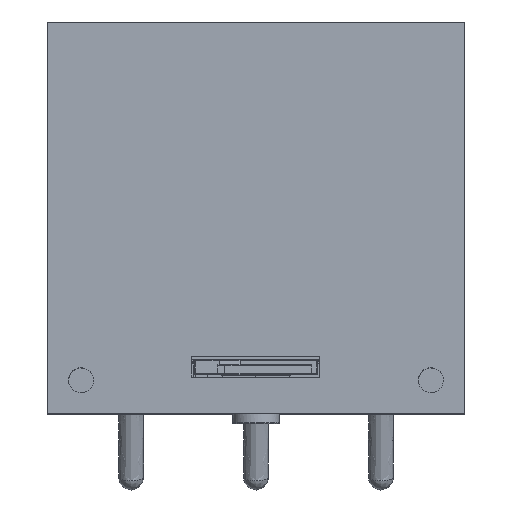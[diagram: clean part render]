
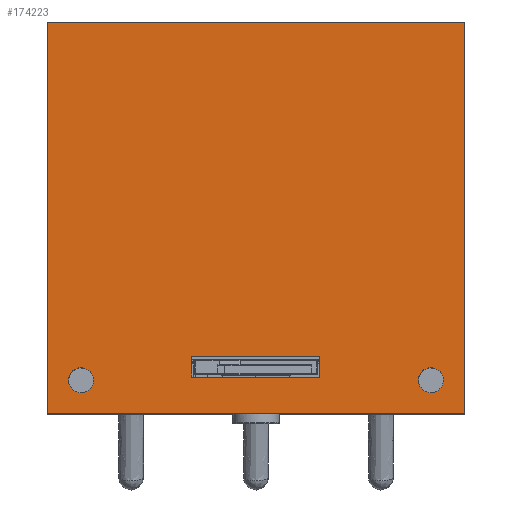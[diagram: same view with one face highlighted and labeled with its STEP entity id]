
A CAD part, top view. The second image highlights one B-rep face of the part: STEP entity #174223.
In plain terms, the highlighted free-form (B-spline) face has degree [1, 1] with [2, 2] control points.
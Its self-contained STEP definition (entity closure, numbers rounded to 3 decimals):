
#173850 = VERTEX_POINT('',#173851);
#173851 = CARTESIAN_POINT('',(114.776,58.327,
    75.001));
#173858 = VERTEX_POINT('',#173859);
#173859 = CARTESIAN_POINT('',(46.955,58.327,
    75.001));
#173864 = EDGE_CURVE('',#173858,#173850,#173865,.T.);
#173865 = B_SPLINE_CURVE_WITH_KNOTS('',1,(#173866,#173867),
  .UNSPECIFIED.,.F.,.F.,(2,2),(-50.,0.),.PIECEWISE_BEZIER_KNOTS.);
#173866 = CARTESIAN_POINT('',(46.955,58.327,
    75.001));
#173867 = CARTESIAN_POINT('',(114.776,58.327,
    75.001));
#173932 = VERTEX_POINT('',#173933);
#173933 = CARTESIAN_POINT('',(54.415,0.,75.001));
#173951 = EDGE_CURVE('',#173932,#173932,#173952,.T.);
#173952 = ( BOUNDED_CURVE() B_SPLINE_CURVE(2,(#173953,#173954,#173955,
    #173956,#173957,#173958,#173959),.UNSPECIFIED.,.T.,.F.) 
B_SPLINE_CURVE_WITH_KNOTS((3,2,2,3),(3.142,5.236,
7.33,9.425),.PIECEWISE_BEZIER_KNOTS.) CURVE() 
GEOMETRIC_REPRESENTATION_ITEM() RATIONAL_B_SPLINE_CURVE((1.,0.5,1.,0.5,
1.,0.5,1.)) REPRESENTATION_ITEM('') );
#173953 = CARTESIAN_POINT('',(54.415,0.,
    75.001));
#173954 = CARTESIAN_POINT('',(54.415,-3.524,
    75.001));
#173955 = CARTESIAN_POINT('',(51.363,-1.762,
    75.001));
#173956 = CARTESIAN_POINT('',(48.311,0.,
    75.001));
#173957 = CARTESIAN_POINT('',(51.363,1.762,
    75.001));
#173958 = CARTESIAN_POINT('',(54.415,3.524,
    75.001));
#173959 = CARTESIAN_POINT('',(54.415,0.,
    75.001));
#173984 = VERTEX_POINT('',#173985);
#173985 = CARTESIAN_POINT('',(111.385,0.,75.001));
#174003 = EDGE_CURVE('',#173984,#173984,#174004,.T.);
#174004 = ( BOUNDED_CURVE() B_SPLINE_CURVE(2,(#174005,#174006,#174007,
    #174008,#174009,#174010,#174011),.UNSPECIFIED.,.T.,.F.) 
B_SPLINE_CURVE_WITH_KNOTS((3,2,2,3),(3.142,5.236,
7.33,9.425),.PIECEWISE_BEZIER_KNOTS.) CURVE() 
GEOMETRIC_REPRESENTATION_ITEM() RATIONAL_B_SPLINE_CURVE((1.,0.5,1.,0.5,
1.,0.5,1.)) REPRESENTATION_ITEM('') );
#174005 = CARTESIAN_POINT('',(111.385,0.,
    75.001));
#174006 = CARTESIAN_POINT('',(111.385,-3.524,
    75.001));
#174007 = CARTESIAN_POINT('',(108.333,-1.762,
    75.001));
#174008 = CARTESIAN_POINT('',(105.281,0.,
    75.001));
#174009 = CARTESIAN_POINT('',(108.333,1.762,
    75.001));
#174010 = CARTESIAN_POINT('',(111.385,3.524,
    75.001));
#174011 = CARTESIAN_POINT('',(111.385,0.,
    75.001));
#174045 = VERTEX_POINT('',#174046);
#174046 = CARTESIAN_POINT('',(70.368,3.881,
    75.001));
#174051 = EDGE_CURVE('',#174052,#174045,#174054,.T.);
#174052 = VERTEX_POINT('',#174053);
#174053 = CARTESIAN_POINT('',(70.368,0.517,
    75.001));
#174054 = B_SPLINE_CURVE_WITH_KNOTS('',1,(#174055,#174056),
  .UNSPECIFIED.,.F.,.F.,(2,2),(0.,2.48),
  .PIECEWISE_BEZIER_KNOTS.);
#174055 = CARTESIAN_POINT('',(70.368,0.517,
    75.001));
#174056 = CARTESIAN_POINT('',(70.368,3.881,
    75.001));
#174079 = EDGE_CURVE('',#174080,#174052,#174082,.T.);
#174080 = VERTEX_POINT('',#174081);
#174081 = CARTESIAN_POINT('',(91.225,0.517,
    75.001));
#174082 = B_SPLINE_CURVE_WITH_KNOTS('',1,(#174083,#174084),
  .UNSPECIFIED.,.F.,.F.,(2,2),(0.,15.376),
  .PIECEWISE_BEZIER_KNOTS.);
#174083 = CARTESIAN_POINT('',(91.225,0.517,
    75.001));
#174084 = CARTESIAN_POINT('',(70.368,0.517,
    75.001));
#174107 = EDGE_CURVE('',#174108,#174080,#174110,.T.);
#174108 = VERTEX_POINT('',#174109);
#174109 = CARTESIAN_POINT('',(91.225,3.881,
    75.001));
#174110 = B_SPLINE_CURVE_WITH_KNOTS('',1,(#174111,#174112),
  .UNSPECIFIED.,.F.,.F.,(2,2),(0.,2.48),
  .PIECEWISE_BEZIER_KNOTS.);
#174111 = CARTESIAN_POINT('',(91.225,3.881,
    75.001));
#174112 = CARTESIAN_POINT('',(91.225,0.517,
    75.001));
#174133 = EDGE_CURVE('',#174045,#174108,#174134,.T.);
#174134 = B_SPLINE_CURVE_WITH_KNOTS('',1,(#174135,#174136),
  .UNSPECIFIED.,.F.,.F.,(2,2),(0.,15.376),
  .PIECEWISE_BEZIER_KNOTS.);
#174135 = CARTESIAN_POINT('',(70.368,3.881,
    75.001));
#174136 = CARTESIAN_POINT('',(91.225,3.881,
    75.001));
#174155 = VERTEX_POINT('',#174156);
#174156 = CARTESIAN_POINT('',(46.955,-5.426,
    75.001));
#174161 = EDGE_CURVE('',#174155,#173858,#174162,.T.);
#174162 = B_SPLINE_CURVE_WITH_KNOTS('',1,(#174163,#174164),
  .UNSPECIFIED.,.F.,.F.,(2,2),(-44.,3.),.PIECEWISE_BEZIER_KNOTS.);
#174163 = CARTESIAN_POINT('',(46.955,-5.426,
    75.001));
#174164 = CARTESIAN_POINT('',(46.955,58.327,
    75.001));
#174187 = EDGE_CURVE('',#174188,#173850,#174190,.T.);
#174188 = VERTEX_POINT('',#174189);
#174189 = CARTESIAN_POINT('',(114.776,-5.426,
    75.001));
#174190 = B_SPLINE_CURVE_WITH_KNOTS('',1,(#174191,#174192),
  .UNSPECIFIED.,.F.,.F.,(2,2),(-44.,3.),.PIECEWISE_BEZIER_KNOTS.);
#174191 = CARTESIAN_POINT('',(114.776,-5.426,
    75.001));
#174192 = CARTESIAN_POINT('',(114.776,58.327,
    75.001));
#174213 = EDGE_CURVE('',#174155,#174188,#174214,.T.);
#174214 = B_SPLINE_CURVE_WITH_KNOTS('',1,(#174215,#174216),
  .UNSPECIFIED.,.F.,.F.,(2,2),(0.,50.),.PIECEWISE_BEZIER_KNOTS.);
#174215 = CARTESIAN_POINT('',(46.955,-5.426,
    75.001));
#174216 = CARTESIAN_POINT('',(114.776,-5.426,
    75.001));
#174223 = ADVANCED_FACE('',(#174224,#174230,#174236,#174239),#174242,.T.
  );
#174224 = FACE_BOUND('',#174225,.T.);
#174225 = EDGE_LOOP('',(#174226,#174227,#174228,#174229));
#174226 = ORIENTED_EDGE('',*,*,#174213,.T.);
#174227 = ORIENTED_EDGE('',*,*,#174187,.T.);
#174228 = ORIENTED_EDGE('',*,*,#173864,.F.);
#174229 = ORIENTED_EDGE('',*,*,#174161,.F.);
#174230 = FACE_BOUND('',#174231,.T.);
#174231 = EDGE_LOOP('',(#174232,#174233,#174234,#174235));
#174232 = ORIENTED_EDGE('',*,*,#174133,.T.);
#174233 = ORIENTED_EDGE('',*,*,#174107,.T.);
#174234 = ORIENTED_EDGE('',*,*,#174079,.T.);
#174235 = ORIENTED_EDGE('',*,*,#174051,.T.);
#174236 = FACE_BOUND('',#174237,.T.);
#174237 = EDGE_LOOP('',(#174238));
#174238 = ORIENTED_EDGE('',*,*,#174003,.T.);
#174239 = FACE_BOUND('',#174240,.T.);
#174240 = EDGE_LOOP('',(#174241));
#174241 = ORIENTED_EDGE('',*,*,#173951,.T.);
#174242 = B_SPLINE_SURFACE_WITH_KNOTS('',1,1,(
    (#174243,#174244)
    ,(#174245,#174246
  )),.UNSPECIFIED.,.F.,.F.,.F.,(2,2),(2,2),(-25.,25.),(-25.,22.),
  .PIECEWISE_BEZIER_KNOTS.);
#174243 = CARTESIAN_POINT('',(114.776,58.327,
    75.001));
#174244 = CARTESIAN_POINT('',(114.776,-5.426,
    75.001));
#174245 = CARTESIAN_POINT('',(46.955,58.327,
    75.001));
#174246 = CARTESIAN_POINT('',(46.955,-5.426,
    75.001));
